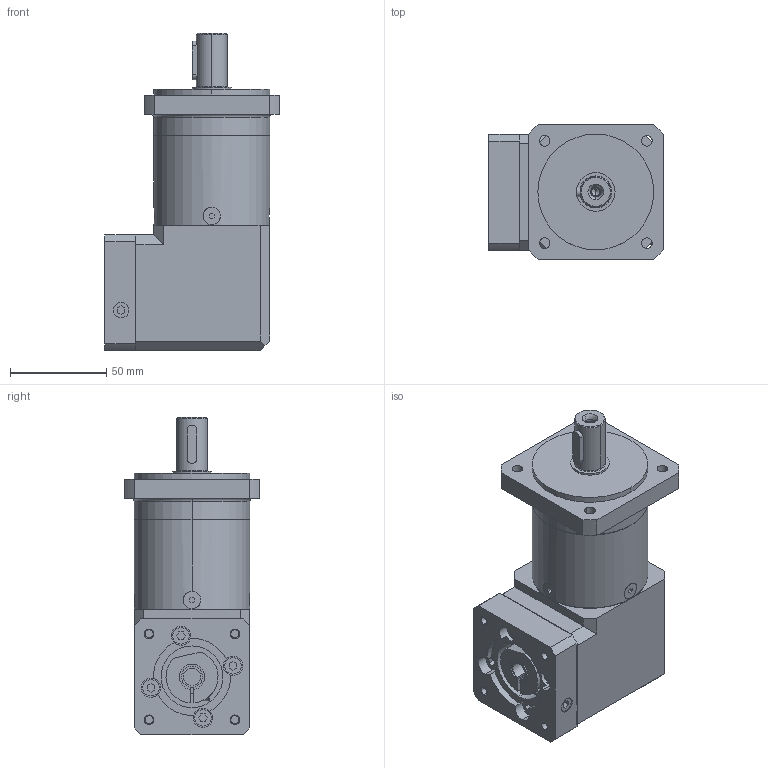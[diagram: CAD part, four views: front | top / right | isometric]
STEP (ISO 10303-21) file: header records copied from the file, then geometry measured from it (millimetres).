
FILE_DESCRIPTION((''),'2;1');
FILE_NAME('MB_WPLE_MASTER','2022-08-15T',('agw'),(''),'CREO PARAMETRIC BY PTC INC, 2018360','CREO PARAMETRIC BY PTC INC, 2018360','');
FILE_SCHEMA(('AUTOMOTIVE_DESIGN { 1 0 10303 214 1 1 1 1 }'));
Length unit declared in the file: millimetre
Products named in the file (1): MB_WPLE_MASTER
Bounding box: 90.5 x 70 x 164.5 mm (x, y, z)
Volume: 531693.7 mm3; surface area: 58035.5 mm2
Topology: 1 solids, 6 shells, 301 faces, 728 edges, 477 vertices
Faces by surface type: plane 173, cylinder 110, torus 12, cone 6
Entity records: 10384 total; most frequent: CARTESIAN_POINT 1695, DIRECTION 1576, ORIENTED_EDGE 1432, EDGE_CURVE 726, AXIS2_PLACEMENT_3D 559, VERTEX_POINT 477, VECTOR 458, LINE 458
